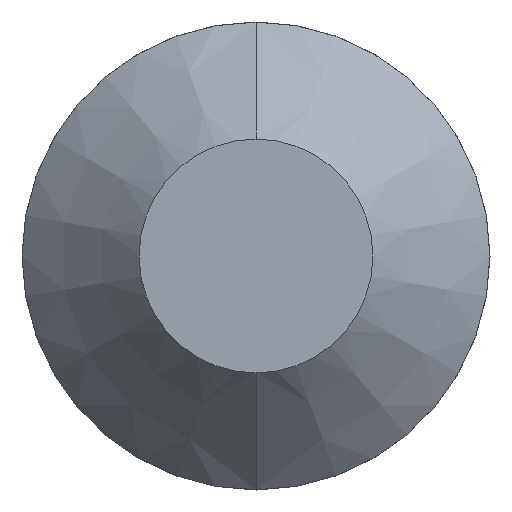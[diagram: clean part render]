
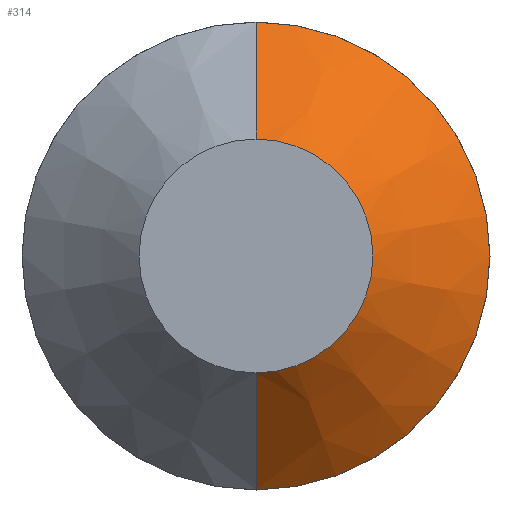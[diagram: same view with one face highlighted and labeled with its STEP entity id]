
A CAD part, front view. The second image highlights one B-rep face of the part: STEP entity #314.
In plain terms, the highlighted conical face has half-angle 45 degrees and reference radius 0.5 mm.
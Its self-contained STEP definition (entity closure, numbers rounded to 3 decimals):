
#9 = FACE_OUTER_BOUND ( 'NONE', #140, .T. ) ;
#13 = LINE ( 'NONE', #47, #102 ) ;
#16 = DIRECTION ( 'NONE',  ( 0., 0., -1. ) ) ;
#17 = DIRECTION ( 'NONE',  ( 0., 0.707, -0.707 ) ) ;
#41 = EDGE_CURVE ( 'NONE', #318, #155, #13, .T. ) ;
#44 = AXIS2_PLACEMENT_3D ( 'NONE', #216, #333, #46 ) ;
#46 = DIRECTION ( 'NONE',  ( 0., 0., 1. ) ) ;
#47 = CARTESIAN_POINT ( 'NONE',  ( 0., 0., 0.5 ) ) ;
#67 = ORIENTED_EDGE ( 'NONE', *, *, #296, .F. ) ;
#82 = CIRCLE ( 'NONE', #174, 0.5 ) ;
#91 = VERTEX_POINT ( 'NONE', #219 ) ;
#93 = EDGE_CURVE ( 'NONE', #91, #318, #82, .T. ) ;
#102 = VECTOR ( 'NONE', #167, 1000. ) ;
#107 = CARTESIAN_POINT ( 'NONE',  ( 0., 0., 0.5 ) ) ;
#120 = CIRCLE ( 'NONE', #215, 1. ) ;
#129 = CARTESIAN_POINT ( 'NONE',  ( 0., 0., -0.5 ) ) ;
#133 = ORIENTED_EDGE ( 'NONE', *, *, #41, .F. ) ;
#140 = EDGE_LOOP ( 'NONE', ( #200, #243, #67, #133 ) ) ;
#147 = CARTESIAN_POINT ( 'NONE',  ( 0., 0.5, 1. ) ) ;
#155 = VERTEX_POINT ( 'NONE', #147 ) ;
#167 = DIRECTION ( 'NONE',  ( 0., 0.707, 0.707 ) ) ;
#174 = AXIS2_PLACEMENT_3D ( 'NONE', #282, #361, #185 ) ;
#185 = DIRECTION ( 'NONE',  ( 0., 0., -1. ) ) ;
#194 = CARTESIAN_POINT ( 'NONE',  ( 0., 0.5, -1. ) ) ;
#200 = ORIENTED_EDGE ( 'NONE', *, *, #93, .F. ) ;
#214 = DIRECTION ( 'NONE',  ( 0., 1., 0. ) ) ;
#215 = AXIS2_PLACEMENT_3D ( 'NONE', #248, #214, #16 ) ;
#216 = CARTESIAN_POINT ( 'NONE',  ( 0., 0., 0. ) ) ;
#218 = VERTEX_POINT ( 'NONE', #194 ) ;
#219 = CARTESIAN_POINT ( 'NONE',  ( 0., 0., -0.5 ) ) ;
#222 = CONICAL_SURFACE ( 'NONE', #44, 0.5, 0.785 ) ;
#237 = VECTOR ( 'NONE', #17, 1000. ) ;
#243 = ORIENTED_EDGE ( 'NONE', *, *, #287, .T. ) ;
#248 = CARTESIAN_POINT ( 'NONE',  ( 0., 0.5, 0. ) ) ;
#282 = CARTESIAN_POINT ( 'NONE',  ( 0., 0., 0. ) ) ;
#287 = EDGE_CURVE ( 'NONE', #91, #218, #315, .T. ) ;
#296 = EDGE_CURVE ( 'NONE', #155, #218, #120, .T. ) ;
#314 = ADVANCED_FACE ( 'NONE', ( #9 ), #222, .T. ) ;
#315 = LINE ( 'NONE', #129, #237 ) ;
#318 = VERTEX_POINT ( 'NONE', #107 ) ;
#333 = DIRECTION ( 'NONE',  ( 0., 1., 0. ) ) ;
#361 = DIRECTION ( 'NONE',  ( 0., -1., 0. ) ) ;
